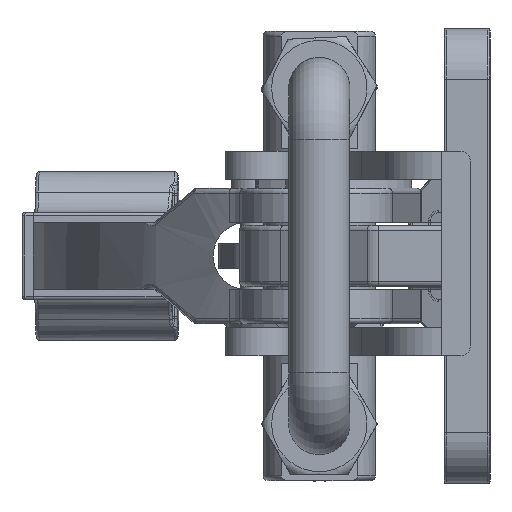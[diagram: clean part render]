
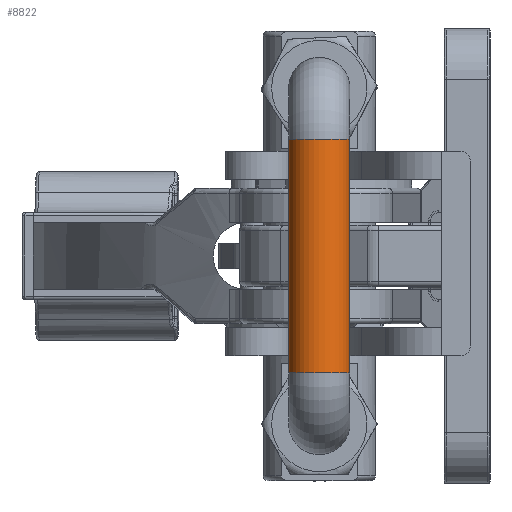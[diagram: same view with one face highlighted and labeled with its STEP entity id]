
A CAD part, left-side view. The second image highlights one B-rep face of the part: STEP entity #8822.
In plain terms, the highlighted cylindrical face has radius 3 mm (diameter 6 mm), a full revolution.
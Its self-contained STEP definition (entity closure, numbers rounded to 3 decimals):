
#472=FACE_BOUND('',#3084,.T.);
#1976=CYLINDRICAL_SURFACE('',#9779,3.);
#2492=FACE_OUTER_BOUND('',#3083,.T.);
#3083=EDGE_LOOP('',(#8222));
#3084=EDGE_LOOP('',(#8223));
#3586=CIRCLE('',#9778,3.);
#3587=CIRCLE('',#9780,3.);
#4407=VERTEX_POINT('',#48058);
#4408=VERTEX_POINT('',#48061);
#5681=EDGE_CURVE('',#4407,#4407,#3586,.T.);
#5682=EDGE_CURVE('',#4408,#4408,#3587,.T.);
#8222=ORIENTED_EDGE('',*,*,#5681,.T.);
#8223=ORIENTED_EDGE('',*,*,#5682,.F.);
#8822=ADVANCED_FACE('',(#2492,#472),#1976,.T.);
#9778=AXIS2_PLACEMENT_3D('',#48059,#12131,#12132);
#9779=AXIS2_PLACEMENT_3D('',#48060,#12133,#12134);
#9780=AXIS2_PLACEMENT_3D('',#48062,#12135,#12136);
#12131=DIRECTION('center_axis',(-1.,0.,0.));
#12132=DIRECTION('ref_axis',(0.,1.,0.));
#12133=DIRECTION('center_axis',(-1.,0.,0.));
#12134=DIRECTION('ref_axis',(0.,-1.,0.));
#12135=DIRECTION('center_axis',(-1.,0.,0.));
#12136=DIRECTION('ref_axis',(0.,-1.,0.));
#48058=CARTESIAN_POINT('',(11.45,130.,0.));
#48059=CARTESIAN_POINT('Origin',(11.45,127.,0.));
#48060=CARTESIAN_POINT('Origin',(11.45,127.,0.));
#48061=CARTESIAN_POINT('',(-11.45,124.,0.));
#48062=CARTESIAN_POINT('Origin',(-11.45,127.,0.));
